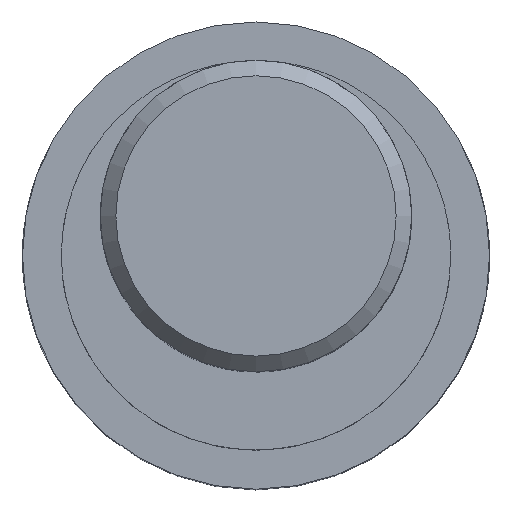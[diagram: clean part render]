
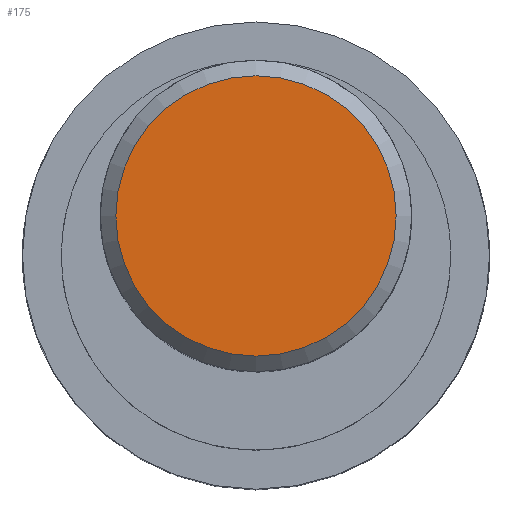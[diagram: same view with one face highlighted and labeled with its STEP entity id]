
A CAD part, top view. The second image highlights one B-rep face of the part: STEP entity #175.
In plain terms, the highlighted planar face has unit normal (0, 0, 1).
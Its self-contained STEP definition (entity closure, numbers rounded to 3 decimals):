
#175=ADVANCED_FACE('',(#261),#262,.T.);
#261=FACE_OUTER_BOUND('',#331,.T.);
#262=PLANE('',#332);
#331=EDGE_LOOP('',(#410));
#332=AXIS2_PLACEMENT_3D('',#411,#412,#413);
#410=ORIENTED_EDGE('',*,*,#482,.T.);
#411=CARTESIAN_POINT('',(0.0,2.5,41.0));
#412=DIRECTION('',(0.0,0.0,1.0));
#413=DIRECTION('',(1.0,0.0,0.0));
#482=EDGE_CURVE('',#523,#523,#524,.T.);
#523=VERTEX_POINT('',#730);
#524=CIRCLE('',#731,9.0);
#730=CARTESIAN_POINT('',(9.0,2.5,41.0));
#731=AXIS2_PLACEMENT_3D('',#773,#774,#775);
#773=CARTESIAN_POINT('',(0.0,2.5,41.0));
#774=DIRECTION('',(0.0,0.0,1.0));
#775=DIRECTION('',(1.0,0.0,0.0));
